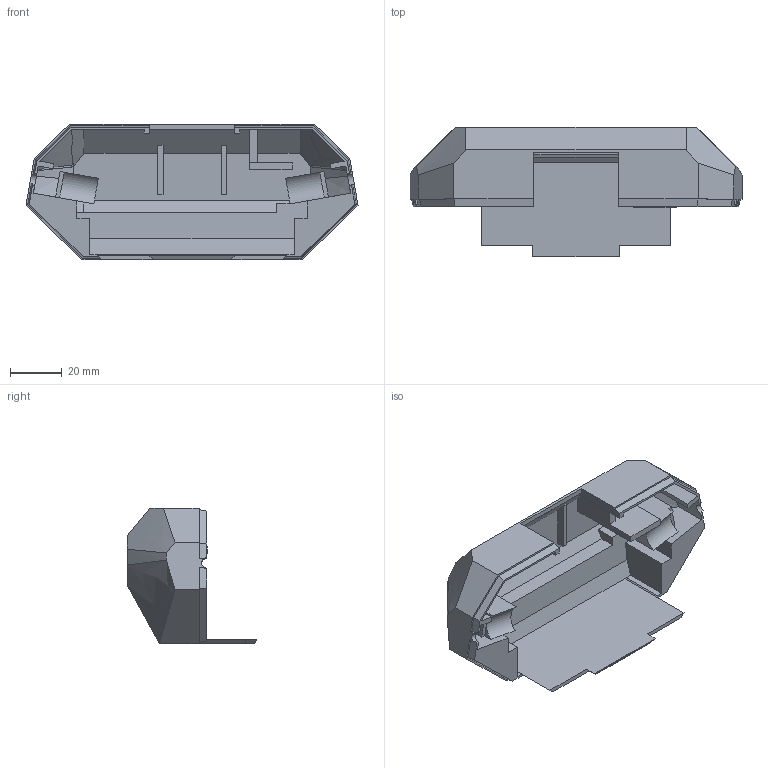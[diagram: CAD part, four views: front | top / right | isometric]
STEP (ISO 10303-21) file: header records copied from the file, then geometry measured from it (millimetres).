
FILE_DESCRIPTION(('STEP AP203'), '1');
FILE_NAME('Help me_1_1', '2025-04-24T19:39:50', ('magom'), (''), 'C3D Converter', 'C3D Toolkit', '');
FILE_SCHEMA(('CONFIG_CONTROL_DESIGN'));
Length unit declared in the file: millimetre
Products named in the file (1): Кузов1
Bounding box: 128.21 x 49.98 x 52.46 mm (x, y, z)
Volume: 45571.8 mm3; surface area: 30765.9 mm2
Topology: 2 solids, 2 shells, 140 faces, 422 edges, 312 vertices
Faces by surface type: plane 121, bspline 15, cylinder 4
Entity records: 6014 total; most frequent: CARTESIAN_POINT 2336, ORIENTED_EDGE 792, DIRECTION 599, EDGE_CURVE 396, LINE 331, VECTOR 331, VERTEX_POINT 260, ADVANCED_FACE 140
